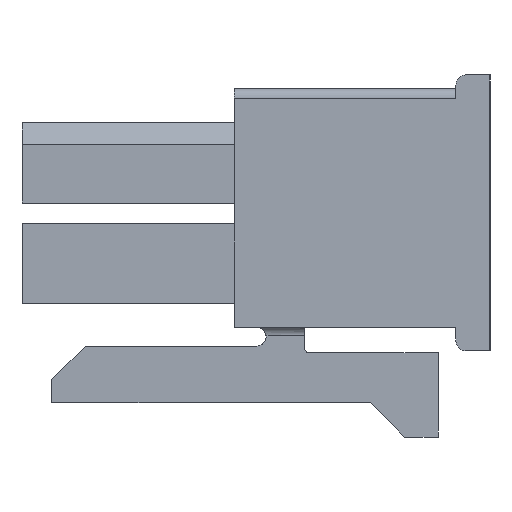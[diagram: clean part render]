
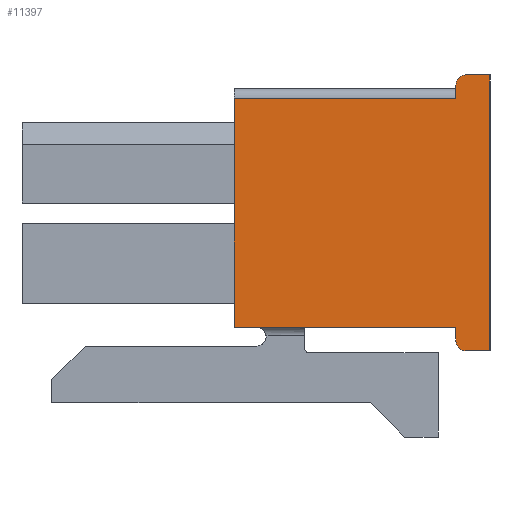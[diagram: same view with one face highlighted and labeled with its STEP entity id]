
A CAD part, left-side view. The second image highlights one B-rep face of the part: STEP entity #11397.
In plain terms, the highlighted planar face has unit normal (-1, 0, 0).
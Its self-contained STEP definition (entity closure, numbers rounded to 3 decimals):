
#3719=DIRECTION('',(0.,1.,0.));
#3720=VECTOR('',#3719,6.63);
#3721=CARTESIAN_POINT('',(-16.93,-2.98,3.43));
#3722=LINE('',#3721,#3720);
#3723=DIRECTION('',(0.,0.,-1.));
#3724=VECTOR('',#3723,0.4);
#3725=CARTESIAN_POINT('',(-16.93,-2.98,3.83));
#3726=LINE('',#3725,#3724);
#3727=CARTESIAN_POINT('',(-16.93,-3.28,3.83));
#3728=DIRECTION('',(-1.,0.,0.));
#3729=DIRECTION('',(0.,0.,1.));
#3730=AXIS2_PLACEMENT_3D('',#3727,#3728,#3729);
#3732=DIRECTION('',(0.,1.,0.));
#3733=VECTOR('',#3732,0.72);
#3734=CARTESIAN_POINT('',(-16.93,-4.,4.13));
#3735=LINE('',#3734,#3733);
#3736=DIRECTION('',(0.,0.,1.));
#3737=VECTOR('',#3736,8.25);
#3738=CARTESIAN_POINT('',(-16.93,-4.,-4.12));
#3739=LINE('',#3738,#3737);
#3740=DIRECTION('',(0.,-1.,0.));
#3741=VECTOR('',#3740,0.73);
#3742=CARTESIAN_POINT('',(-16.93,-3.27,-4.12));
#3743=LINE('',#3742,#3741);
#3744=CARTESIAN_POINT('',(-16.93,-3.27,-3.83));
#3745=DIRECTION('',(-1.,0.,0.));
#3746=DIRECTION('',(0.,1.,0.));
#3747=AXIS2_PLACEMENT_3D('',#3744,#3745,#3746);
#3749=DIRECTION('',(0.,0.,-1.));
#3750=VECTOR('',#3749,0.41);
#3751=CARTESIAN_POINT('',(-16.93,-2.98,-3.42));
#3752=LINE('',#3751,#3750);
#3753=DIRECTION('',(0.,-1.,0.));
#3754=VECTOR('',#3753,6.63);
#3755=CARTESIAN_POINT('',(-16.93,3.65,-3.42));
#3756=LINE('',#3755,#3754);
#3757=DIRECTION('',(0.,0.,-1.));
#3758=VECTOR('',#3757,6.85);
#3759=CARTESIAN_POINT('',(-16.93,3.65,3.43));
#3760=LINE('',#3759,#3758);
#4485=CARTESIAN_POINT('',(-16.93,-2.98,3.43));
#4486=CARTESIAN_POINT('',(-16.93,3.65,3.43));
#4487=VERTEX_POINT('',#4485);
#4488=VERTEX_POINT('',#4486);
#4489=CARTESIAN_POINT('',(-16.93,-2.98,3.83));
#4490=VERTEX_POINT('',#4489);
#4491=CARTESIAN_POINT('',(-16.93,-4.,4.13));
#4492=CARTESIAN_POINT('',(-16.93,-3.28,4.13));
#4493=VERTEX_POINT('',#4491);
#4494=VERTEX_POINT('',#4492);
#4495=CARTESIAN_POINT('',(-16.93,-4.,-4.12));
#4496=VERTEX_POINT('',#4495);
#4497=CARTESIAN_POINT('',(-16.93,-3.27,-4.12));
#4498=VERTEX_POINT('',#4497);
#4499=CARTESIAN_POINT('',(-16.93,-2.98,-3.42));
#4500=CARTESIAN_POINT('',(-16.93,-2.98,-3.83));
#4501=VERTEX_POINT('',#4499);
#4502=VERTEX_POINT('',#4500);
#4503=CARTESIAN_POINT('',(-16.93,3.65,-3.42));
#4504=VERTEX_POINT('',#4503);
#11380=CARTESIAN_POINT('',(-16.93,0.,0.));
#11381=DIRECTION('',(1.,0.,0.));
#11382=DIRECTION('',(0.,1.,0.));
#11383=AXIS2_PLACEMENT_3D('',#11380,#11381,#11382);
#11384=PLANE('',#11383);
#11385=ORIENTED_EDGE('',*,*,#5980,.F.);
#11386=ORIENTED_EDGE('',*,*,#10577,.F.);
#11387=ORIENTED_EDGE('',*,*,#10591,.F.);
#11388=ORIENTED_EDGE('',*,*,#10605,.F.);
#11389=ORIENTED_EDGE('',*,*,#10622,.F.);
#11390=ORIENTED_EDGE('',*,*,#11335,.F.);
#11391=ORIENTED_EDGE('',*,*,#11361,.F.);
#11392=ORIENTED_EDGE('',*,*,#11291,.F.);
#11393=ORIENTED_EDGE('',*,*,#10869,.F.);
#11394=ORIENTED_EDGE('',*,*,#6009,.F.);
#11395=EDGE_LOOP('',(#11385,#11386,#11387,#11388,#11389,#11390,#11391,#11392,
#11393,#11394));
#11396=FACE_OUTER_BOUND('',#11395,.F.);
#11397=ADVANCED_FACE('',(#11396),#11384,.F.);
#3731=CIRCLE('',#3730,0.3);
#3748=CIRCLE('',#3747,0.29);
#5980=EDGE_CURVE('',#4487,#4488,#3722,.T.);
#6009=EDGE_CURVE('',#4488,#4504,#3760,.T.);
#10577=EDGE_CURVE('',#4490,#4487,#3726,.T.);
#10591=EDGE_CURVE('',#4494,#4490,#3731,.T.);
#10605=EDGE_CURVE('',#4493,#4494,#3735,.T.);
#10622=EDGE_CURVE('',#4496,#4493,#3739,.T.);
#10869=EDGE_CURVE('',#4504,#4501,#3756,.T.);
#11291=EDGE_CURVE('',#4501,#4502,#3752,.T.);
#11335=EDGE_CURVE('',#4498,#4496,#3743,.T.);
#11361=EDGE_CURVE('',#4502,#4498,#3748,.T.);
